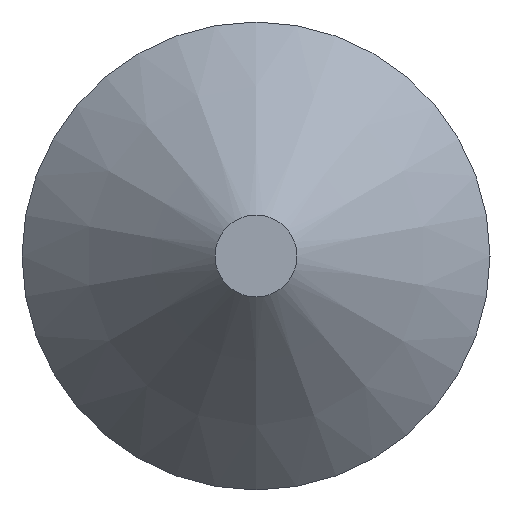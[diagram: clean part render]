
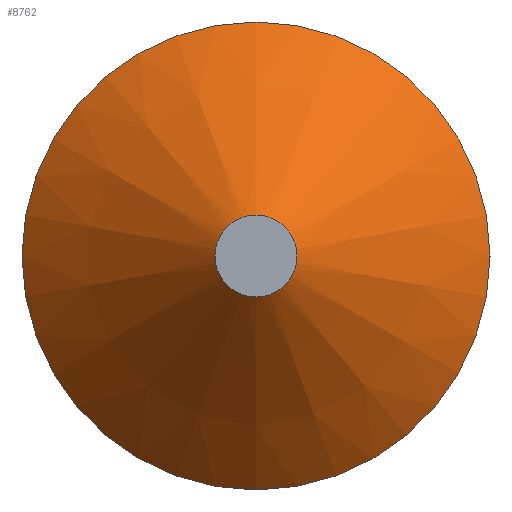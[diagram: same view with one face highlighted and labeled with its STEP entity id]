
A CAD part, left-side view. The second image highlights one B-rep face of the part: STEP entity #8762.
In plain terms, the highlighted conical face has half-angle 45 degrees and reference radius 0.7 mm.
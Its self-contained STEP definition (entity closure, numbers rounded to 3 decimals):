
#29 = EDGE_LOOP ( 'NONE', ( #9993 ) ) ;
#260 = CARTESIAN_POINT ( 'NONE',  ( 0., 0., 0.7 ) ) ;
#599 = EDGE_CURVE ( 'NONE', #11907, #11907, #2755, .T. ) ;
#956 = AXIS2_PLACEMENT_3D ( 'NONE', #11559, #1501, #8087 ) ;
#1110 = VERTEX_POINT ( 'NONE', #260 ) ;
#1501 = DIRECTION ( 'NONE',  ( 1., 0., 0. ) ) ;
#2241 = CARTESIAN_POINT ( 'NONE',  ( 3.3, 0., 4. ) ) ;
#2755 = CIRCLE ( 'NONE', #6389, 4. ) ;
#2881 = CIRCLE ( 'NONE', #8006, 0.7 ) ;
#3183 = EDGE_CURVE ( 'NONE', #1110, #1110, #2881, .T. ) ;
#3673 = FACE_BOUND ( 'NONE', #29, .T. ) ;
#4187 = CARTESIAN_POINT ( 'NONE',  ( 3.3, 0., 0. ) ) ;
#4638 = DIRECTION ( 'NONE',  ( 0., 0., 1. ) ) ;
#4835 = CONICAL_SURFACE ( 'NONE', #956, 0.7, 0.785 ) ;
#5024 = EDGE_LOOP ( 'NONE', ( #8282 ) ) ;
#6150 = FACE_OUTER_BOUND ( 'NONE', #5024, .T. ) ;
#6389 = AXIS2_PLACEMENT_3D ( 'NONE', #4187, #10652, #9809 ) ;
#8006 = AXIS2_PLACEMENT_3D ( 'NONE', #11962, #10181, #4638 ) ;
#8087 = DIRECTION ( 'NONE',  ( 0., 0., -1. ) ) ;
#8282 = ORIENTED_EDGE ( 'NONE', *, *, #599, .T. ) ;
#8762 = ADVANCED_FACE ( 'NONE', ( #6150, #3673 ), #4835, .T. ) ;
#9809 = DIRECTION ( 'NONE',  ( 0., 0., 1. ) ) ;
#9993 = ORIENTED_EDGE ( 'NONE', *, *, #3183, .F. ) ;
#10181 = DIRECTION ( 'NONE',  ( -1., 0., 0. ) ) ;
#10652 = DIRECTION ( 'NONE',  ( -1., 0., 0. ) ) ;
#11559 = CARTESIAN_POINT ( 'NONE',  ( 0., 0., 0. ) ) ;
#11907 = VERTEX_POINT ( 'NONE', #2241 ) ;
#11962 = CARTESIAN_POINT ( 'NONE',  ( 0., 0., 0. ) ) ;
